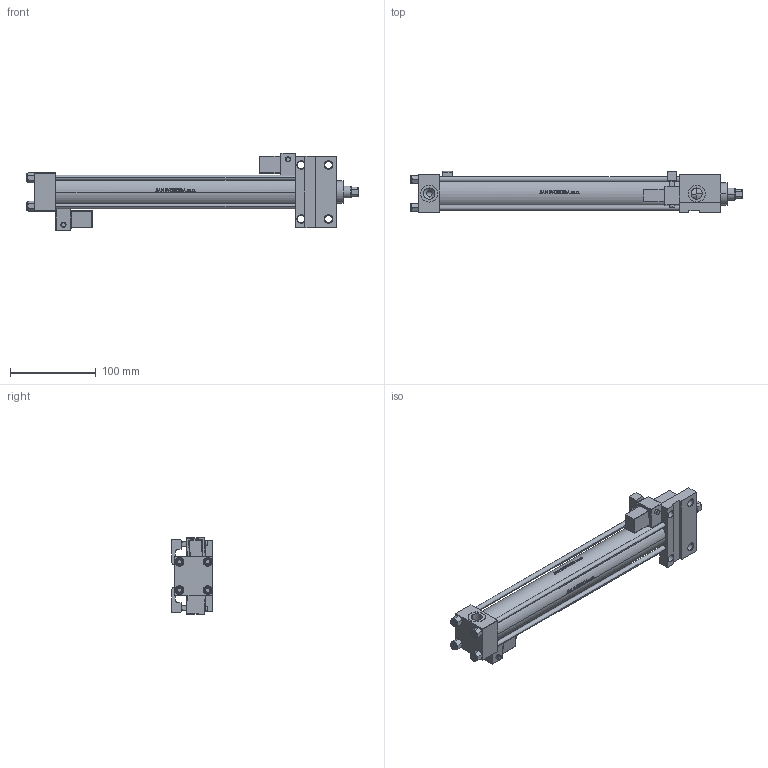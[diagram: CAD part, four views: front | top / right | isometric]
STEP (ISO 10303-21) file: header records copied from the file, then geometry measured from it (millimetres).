
FILE_DESCRIPTION (( 'STEP AP203' ), '1' );
FILE_NAME ('e451.STEP', '2023-08-22T19:51:54', ( '' ), ( '' ), 'SwSTEP 2.0', 'SolidWorks 2019', '' );
FILE_SCHEMA (( 'CONFIG_CONTROL_DESIGN' ));
Length unit declared in the file: millimetre
Products named in the file (7): e451; V215CR_F_Body fd0dcc173c73a788e1d4106348e9f664; V215CR_VCP_F fd0dcc173c73a788e1d4106348e9f664; NUT_M5_F fd0dcc173c73a788e1d4106348e9f664; V215CR_MSU fd0dcc173c73a788e1d4106348e9f664; V215CR_F_TYCINKA fd0dcc173c73a788e1d4106348e9f664; V215_VC_A fd0dcc173c73a788e1d4106348e9f664
Assembly tree (13 placements, depth 2):
  e451
    V215CR_F_Body fd0dcc173c73a788e1d4106348e9f664
    V215CR_VCP_F fd0dcc173c73a788e1d4106348e9f664
    V215CR_F_TYCINKA fd0dcc173c73a788e1d4106348e9f664  x4
    NUT_M5_F fd0dcc173c73a788e1d4106348e9f664  x4
    V215_VC_A fd0dcc173c73a788e1d4106348e9f664
    V215CR_MSU fd0dcc173c73a788e1d4106348e9f664  x2
Bounding box: 388 x 48.72 x 90.31 mm (x, y, z)
Volume: 390191.8 mm3; surface area: 162622.1 mm2
Topology: 13 solids, 13 shells, 1260 faces, 3101 edges, 1963 vertices
Faces by surface type: plane 498, bspline 380, cylinder 186, cone 152, sphere 24, torus 20
Entity records: 49901 total; most frequent: CARTESIAN_POINT 26287, ORIENTED_EDGE 5300, DIRECTION 3506, EDGE_CURVE 2650, VERTEX_POINT 1719, LINE 1386, VECTOR 1386, EDGE_LOOP 1197
